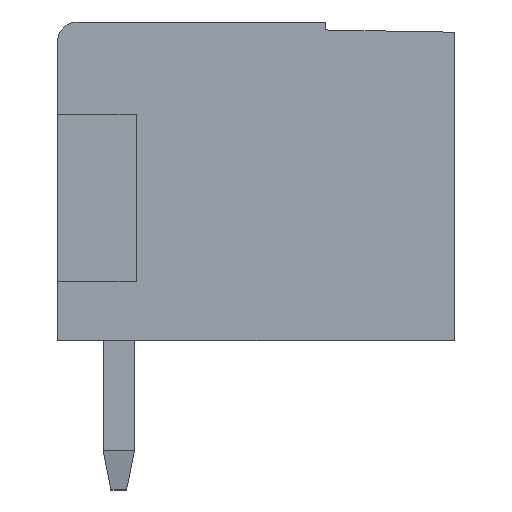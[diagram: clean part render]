
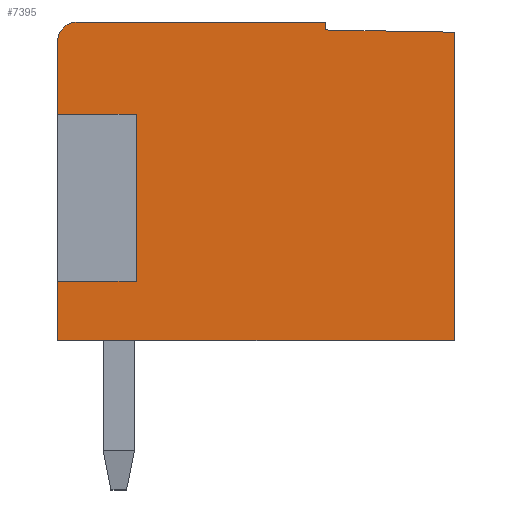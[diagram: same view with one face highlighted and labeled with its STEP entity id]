
A CAD part, top view. The second image highlights one B-rep face of the part: STEP entity #7395.
In plain terms, the highlighted planar face has unit normal (0, 0, 1).
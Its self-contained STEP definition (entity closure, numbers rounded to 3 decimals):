
#97=DIRECTION('',(-1.,0.,0.));
#98=VECTOR('',#97,6.326);
#99=CARTESIAN_POINT('',(-13.889,8.199,168.212));
#100=LINE('',#99,#98);
#2596=DIRECTION('',(0.,-1.,0.));
#2597=VECTOR('',#2596,7.84);
#2598=CARTESIAN_POINT('',(-10.615,7.94,168.212));
#2599=LINE('',#2598,#2597);
#2600=DIRECTION('',(-1.,0.,0.));
#2601=VECTOR('',#2600,10.1);
#2602=CARTESIAN_POINT('',(-10.615,0.099,
168.212));
#2603=LINE('',#2602,#2601);
#2604=DIRECTION('',(0.,1.,0.));
#2605=VECTOR('',#2604,1.5);
#2606=CARTESIAN_POINT('',(-20.715,0.099,
168.212));
#2607=LINE('',#2606,#2605);
#2608=DIRECTION('',(1.,0.,0.));
#2609=VECTOR('',#2608,2.);
#2610=CARTESIAN_POINT('',(-20.715,1.599,168.212));
#2611=LINE('',#2610,#2609);
#2612=DIRECTION('',(0.,1.,0.));
#2613=VECTOR('',#2612,1.85);
#2614=CARTESIAN_POINT('',(-20.715,5.849,168.212));
#2615=LINE('',#2614,#2613);
#2616=CARTESIAN_POINT('',(-20.215,7.699,168.212));
#2617=DIRECTION('',(0.,0.,-1.));
#2618=DIRECTION('',(-1.,0.,0.));
#2619=AXIS2_PLACEMENT_3D('',#2616,#2617,#2618);
#2621=DIRECTION('',(0.,-1.,0.));
#2622=VECTOR('',#2621,0.202);
#2623=CARTESIAN_POINT('',(-13.889,8.199,168.212));
#2624=LINE('',#2623,#2622);
#2625=DIRECTION('',(1.,-0.017,0.));
#2626=VECTOR('',#2625,3.274);
#2627=CARTESIAN_POINT('',(-13.889,7.997,168.212));
#2628=LINE('',#2627,#2626);
#2657=DIRECTION('',(1.,0.,0.));
#2658=VECTOR('',#2657,2.);
#2659=CARTESIAN_POINT('',(-20.715,5.849,168.212));
#2660=LINE('',#2659,#2658);
#2665=DIRECTION('',(0.,-1.,0.));
#2666=VECTOR('',#2665,4.25);
#2667=CARTESIAN_POINT('',(-18.715,5.849,168.212));
#2668=LINE('',#2667,#2666);
#2669=CARTESIAN_POINT('',(-10.615,7.94,168.212));
#2670=CARTESIAN_POINT('',(-10.615,0.099,
168.212));
#2671=VERTEX_POINT('',#2669);
#2672=VERTEX_POINT('',#2670);
#2789=CARTESIAN_POINT('',(-20.715,5.849,168.212));
#2790=CARTESIAN_POINT('',(-20.715,7.699,168.212));
#2791=VERTEX_POINT('',#2789);
#2792=VERTEX_POINT('',#2790);
#2797=CARTESIAN_POINT('',(-20.715,1.599,168.212));
#2798=VERTEX_POINT('',#2797);
#2799=CARTESIAN_POINT('',(-20.715,0.099,
168.212));
#2800=VERTEX_POINT('',#2799);
#2821=CARTESIAN_POINT('',(-20.215,8.199,168.212));
#2822=VERTEX_POINT('',#2821);
#2823=CARTESIAN_POINT('',(-13.889,8.199,168.212));
#2824=VERTEX_POINT('',#2823);
#2825=CARTESIAN_POINT('',(-13.889,7.997,168.212));
#2826=VERTEX_POINT('',#2825);
#2827=CARTESIAN_POINT('',(-18.715,1.599,168.212));
#2828=VERTEX_POINT('',#2827);
#2829=CARTESIAN_POINT('',(-18.715,5.849,168.212));
#2830=VERTEX_POINT('',#2829);
#7374=CARTESIAN_POINT('',(-10.615,0.099,
168.212));
#7375=DIRECTION('',(0.,0.,-1.));
#7376=DIRECTION('',(0.,1.,0.));
#7377=AXIS2_PLACEMENT_3D('',#7374,#7375,#7376);
#7378=PLANE('',#7377);
#7379=ORIENTED_EDGE('',*,*,#3506,.T.);
#7380=ORIENTED_EDGE('',*,*,#3901,.T.);
#7381=ORIENTED_EDGE('',*,*,#3671,.T.);
#7383=ORIENTED_EDGE('',*,*,#7382,.T.);
#7385=ORIENTED_EDGE('',*,*,#7384,.F.);
#7387=ORIENTED_EDGE('',*,*,#7386,.F.);
#7388=ORIENTED_EDGE('',*,*,#3663,.T.);
#7389=ORIENTED_EDGE('',*,*,#3628,.T.);
#7390=ORIENTED_EDGE('',*,*,#3613,.F.);
#7391=ORIENTED_EDGE('',*,*,#3598,.T.);
#7392=ORIENTED_EDGE('',*,*,#3583,.T.);
#7393=EDGE_LOOP('',(#7379,#7380,#7381,#7383,#7385,#7387,#7388,#7389,#7390,#7391,
#7392));
#7394=FACE_OUTER_BOUND('',#7393,.F.);
#2620=CIRCLE('',#2619,0.5);
#3506=EDGE_CURVE('',#2671,#2672,#2599,.T.);
#3583=EDGE_CURVE('',#2826,#2671,#2628,.T.);
#3598=EDGE_CURVE('',#2824,#2826,#2624,.T.);
#3613=EDGE_CURVE('',#2824,#2822,#100,.T.);
#3628=EDGE_CURVE('',#2792,#2822,#2620,.T.);
#3663=EDGE_CURVE('',#2791,#2792,#2615,.T.);
#3671=EDGE_CURVE('',#2800,#2798,#2607,.T.);
#3901=EDGE_CURVE('',#2672,#2800,#2603,.T.);
#7382=EDGE_CURVE('',#2798,#2828,#2611,.T.);
#7384=EDGE_CURVE('',#2830,#2828,#2668,.T.);
#7386=EDGE_CURVE('',#2791,#2830,#2660,.T.);
#7395=ADVANCED_FACE('',(#7394),#7378,.F.);
